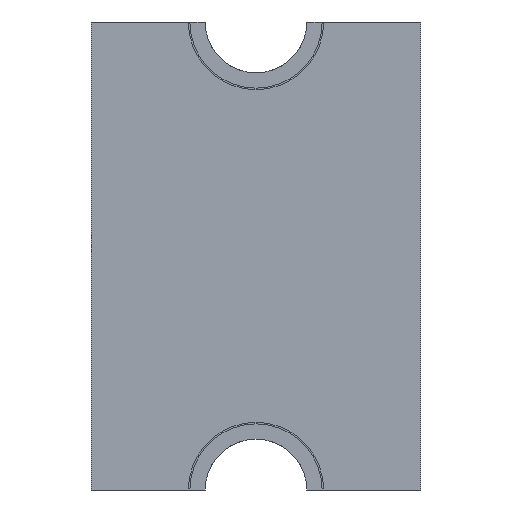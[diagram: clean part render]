
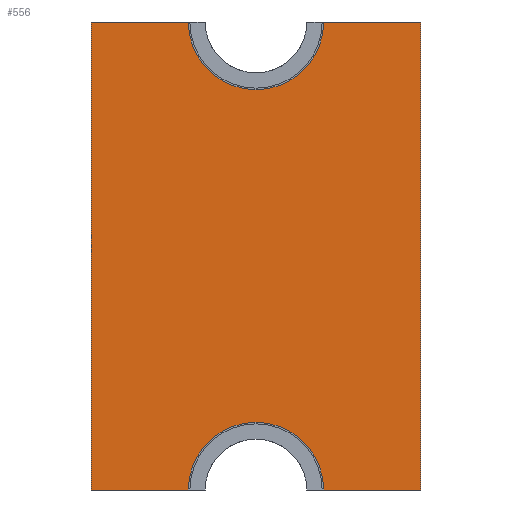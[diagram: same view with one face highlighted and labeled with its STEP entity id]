
A CAD part, front view. The second image highlights one B-rep face of the part: STEP entity #556.
In plain terms, the highlighted planar face has unit normal (0, -1, 0).
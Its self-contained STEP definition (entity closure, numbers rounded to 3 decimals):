
#1=CARTESIAN_POINT('',(0.,0.,2.3));
#2=DIRECTION('',(0.,-1.,0.));
#3=DIRECTION('',(-1.,0.,0.));
#4=AXIS2_PLACEMENT_3D('',#1,#2,#3);
#6=DIRECTION('',(1.,0.,0.));
#7=VECTOR('',#6,0.955);
#8=CARTESIAN_POINT('',(0.665,0.,2.3));
#9=LINE('',#8,#7);
#10=DIRECTION('',(0.,0.,-1.));
#11=VECTOR('',#10,4.6);
#12=CARTESIAN_POINT('',(1.62,0.,2.3));
#13=LINE('',#12,#11);
#14=DIRECTION('',(-1.,0.,0.));
#15=VECTOR('',#14,0.955);
#16=CARTESIAN_POINT('',(1.62,0.,-2.3));
#17=LINE('',#16,#15);
#18=CARTESIAN_POINT('',(0.,0.,-2.3));
#19=DIRECTION('',(0.,-1.,0.));
#20=DIRECTION('',(1.,0.,0.));
#21=AXIS2_PLACEMENT_3D('',#18,#19,#20);
#23=DIRECTION('',(-1.,0.,0.));
#24=VECTOR('',#23,0.955);
#25=CARTESIAN_POINT('',(-0.665,0.,-2.3));
#26=LINE('',#25,#24);
#27=DIRECTION('',(0.,0.,1.));
#28=VECTOR('',#27,4.6);
#29=CARTESIAN_POINT('',(-1.62,0.,-2.3));
#30=LINE('',#29,#28);
#31=DIRECTION('',(1.,0.,0.));
#32=VECTOR('',#31,0.955);
#33=CARTESIAN_POINT('',(-1.62,0.,2.3));
#34=LINE('',#33,#32);
#409=CARTESIAN_POINT('',(-1.62,0.,-2.3));
#410=CARTESIAN_POINT('',(-1.62,0.,2.3));
#411=VERTEX_POINT('',#409);
#412=VERTEX_POINT('',#410);
#417=CARTESIAN_POINT('',(1.62,0.,2.3));
#418=CARTESIAN_POINT('',(1.62,0.,-2.3));
#419=VERTEX_POINT('',#417);
#420=VERTEX_POINT('',#418);
#501=CARTESIAN_POINT('',(-0.665,0.,2.3));
#502=CARTESIAN_POINT('',(0.665,0.,2.3));
#503=VERTEX_POINT('',#501);
#504=VERTEX_POINT('',#502);
#513=CARTESIAN_POINT('',(0.665,0.,-2.3));
#514=CARTESIAN_POINT('',(-0.665,0.,-2.3));
#515=VERTEX_POINT('',#513);
#516=VERTEX_POINT('',#514);
#533=CARTESIAN_POINT('',(0.,0.,0.));
#534=DIRECTION('',(0.,1.,0.));
#535=DIRECTION('',(0.,0.,1.));
#536=AXIS2_PLACEMENT_3D('',#533,#534,#535);
#537=PLANE('',#536);
#539=ORIENTED_EDGE('',*,*,#538,.T.);
#541=ORIENTED_EDGE('',*,*,#540,.T.);
#543=ORIENTED_EDGE('',*,*,#542,.T.);
#545=ORIENTED_EDGE('',*,*,#544,.T.);
#547=ORIENTED_EDGE('',*,*,#546,.T.);
#549=ORIENTED_EDGE('',*,*,#548,.T.);
#551=ORIENTED_EDGE('',*,*,#550,.T.);
#553=ORIENTED_EDGE('',*,*,#552,.T.);
#554=EDGE_LOOP('',(#539,#541,#543,#545,#547,#549,#551,#553));
#555=FACE_OUTER_BOUND('',#554,.F.);
#5=CIRCLE('',#4,0.665);
#22=CIRCLE('',#21,0.665);
#538=EDGE_CURVE('',#503,#504,#5,.T.);
#540=EDGE_CURVE('',#504,#419,#9,.T.);
#542=EDGE_CURVE('',#419,#420,#13,.T.);
#544=EDGE_CURVE('',#420,#515,#17,.T.);
#546=EDGE_CURVE('',#515,#516,#22,.T.);
#548=EDGE_CURVE('',#516,#411,#26,.T.);
#550=EDGE_CURVE('',#411,#412,#30,.T.);
#552=EDGE_CURVE('',#412,#503,#34,.T.);
#556=ADVANCED_FACE('',(#555),#537,.F.);
